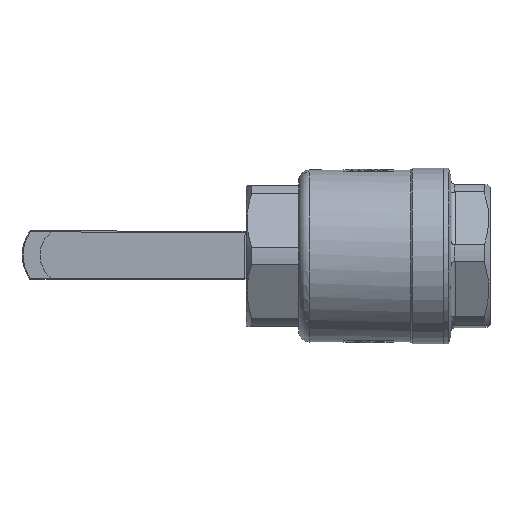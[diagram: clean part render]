
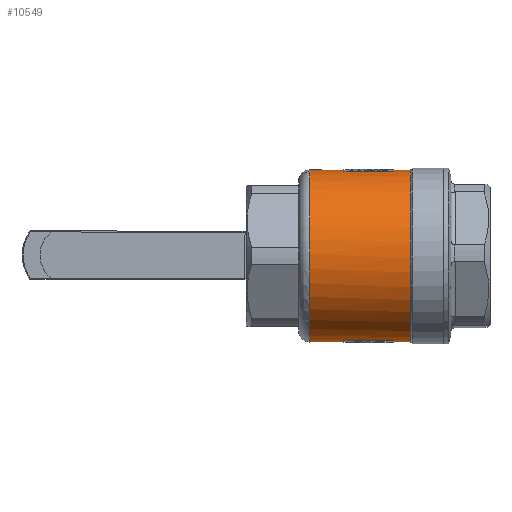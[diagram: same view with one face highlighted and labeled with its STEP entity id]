
A CAD part, front view. The second image highlights one B-rep face of the part: STEP entity #10549.
In plain terms, the highlighted cylindrical face has radius 78 mm (diameter 156 mm), a full revolution.
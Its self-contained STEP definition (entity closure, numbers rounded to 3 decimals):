
#471=B_SPLINE_CURVE_WITH_KNOTS('',3,(#55678,#55679,#55680,#55681,#55682,
#55683,#55684,#55685,#55686,#55687,#55688,#55689,#55690,#55691,#55692),
 .UNSPECIFIED.,.F.,.F.,(4,1,1,1,1,1,1,1,1,1,1,1,4),(0.,0.063,0.125,0.188,
0.25,0.313,0.375,0.438,0.5,0.625,0.75,0.875,1.),.UNSPECIFIED.);
#492=B_SPLINE_CURVE_WITH_KNOTS('',3,(#57240,#57241,#57242,#57243,#57244,
#57245,#57246,#57247,#57248,#57249,#57250,#57251,#57252,#57253),
 .UNSPECIFIED.,.F.,.F.,(4,1,1,1,1,1,1,1,1,1,1,4),(0.,0.063,0.125,0.188,
0.25,0.313,0.375,0.5,0.625,0.75,0.875,1.),.UNSPECIFIED.);
#1089=LINE('',#54318,#1880);
#1094=LINE('',#54332,#1885);
#1098=LINE('',#54348,#1889);
#1102=LINE('',#54358,#1893);
#1142=LINE('',#54556,#1933);
#1145=LINE('',#54572,#1936);
#1151=LINE('',#54604,#1942);
#1156=LINE('',#54648,#1947);
#1880=VECTOR('',#13395,1000.);
#1885=VECTOR('',#13408,1000.);
#1889=VECTOR('',#13426,1000.);
#1893=VECTOR('',#13436,1000.);
#1933=VECTOR('',#13574,1000.);
#1936=VECTOR('',#13579,1000.);
#1942=VECTOR('',#13591,1000.);
#1947=VECTOR('',#13598,1000.);
#2574=CYLINDRICAL_SURFACE('',#11553,78.);
#5386=ORIENTED_EDGE('',*,*,#6726,.F.);
#5387=ORIENTED_EDGE('',*,*,#6732,.F.);
#5388=ORIENTED_EDGE('',*,*,#6731,.F.);
#5389=ORIENTED_EDGE('',*,*,#6729,.T.);
#5390=ORIENTED_EDGE('',*,*,#6823,.T.);
#5391=ORIENTED_EDGE('',*,*,#7075,.T.);
#5392=ORIENTED_EDGE('',*,*,#6834,.F.);
#5393=ORIENTED_EDGE('',*,*,#6837,.T.);
#5394=ORIENTED_EDGE('',*,*,#6814,.F.);
#5395=ORIENTED_EDGE('',*,*,#6804,.T.);
#5396=ORIENTED_EDGE('',*,*,#6809,.T.);
#5397=ORIENTED_EDGE('',*,*,#7063,.T.);
#5398=ORIENTED_EDGE('',*,*,#7076,.T.);
#5399=ORIENTED_EDGE('',*,*,#6718,.T.);
#5400=ORIENTED_EDGE('',*,*,#6715,.T.);
#5401=ORIENTED_EDGE('',*,*,#6711,.T.);
#5402=ORIENTED_EDGE('',*,*,#6720,.F.);
#6711=EDGE_CURVE('',#7841,#7840,#1089,.T.);
#6715=EDGE_CURVE('',#7843,#7841,#8320,.T.);
#6718=EDGE_CURVE('',#7845,#7843,#1094,.T.);
#6720=EDGE_CURVE('',#7845,#7840,#8322,.T.);
#6726=EDGE_CURVE('',#7850,#7851,#1098,.T.);
#6729=EDGE_CURVE('',#7852,#7851,#8325,.T.);
#6731=EDGE_CURVE('',#7852,#7853,#1102,.T.);
#6732=EDGE_CURVE('',#7853,#7850,#8326,.T.);
#6804=EDGE_CURVE('',#7911,#7913,#8354,.T.);
#6809=EDGE_CURVE('',#7913,#7918,#1142,.T.);
#6814=EDGE_CURVE('',#7911,#7922,#1145,.T.);
#6823=EDGE_CURVE('',#7928,#7927,#1151,.T.);
#6834=EDGE_CURVE('',#7937,#7933,#1156,.T.);
#6837=EDGE_CURVE('',#7937,#7922,#471,.T.);
#7063=EDGE_CURVE('',#7918,#7928,#492,.T.);
#7075=EDGE_CURVE('',#7927,#7933,#8434,.T.);
#7076=EDGE_CURVE('',#8084,#8084,#8435,.T.);
#7840=VERTEX_POINT('',#54317);
#7841=VERTEX_POINT('',#54319);
#7843=VERTEX_POINT('',#54324);
#7845=VERTEX_POINT('',#54330);
#7850=VERTEX_POINT('',#54347);
#7851=VERTEX_POINT('',#54349);
#7852=VERTEX_POINT('',#54353);
#7853=VERTEX_POINT('',#54357);
#7911=VERTEX_POINT('',#54525);
#7913=VERTEX_POINT('',#54533);
#7918=VERTEX_POINT('',#54555);
#7922=VERTEX_POINT('',#54573);
#7927=VERTEX_POINT('',#54603);
#7928=VERTEX_POINT('',#54605);
#7933=VERTEX_POINT('',#54627);
#7937=VERTEX_POINT('',#54647);
#8084=VERTEX_POINT('',#57308);
#8320=CIRCLE('',#11306,78.);
#8322=CIRCLE('',#11310,78.);
#8325=CIRCLE('',#11316,78.);
#8326=CIRCLE('',#11319,78.);
#8354=CIRCLE('',#11365,78.);
#8434=CIRCLE('',#11554,78.);
#8435=CIRCLE('',#11555,78.);
#9130=EDGE_LOOP('',(#5386,#5387,#5388,#5389));
#9131=EDGE_LOOP('',(#5390,#5391,#5392,#5393,#5394,#5395,#5396,#5397));
#9132=EDGE_LOOP('',(#5398));
#9133=EDGE_LOOP('',(#5399,#5400,#5401,#5402));
#9866=FACE_BOUND('',#9130,.T.);
#9867=FACE_BOUND('',#9131,.T.);
#9868=FACE_BOUND('',#9132,.T.);
#9869=FACE_BOUND('',#9133,.T.);
#10549=ADVANCED_FACE('',(#9866,#9867,#9868,#9869),#2574,.T.);
#11306=AXIS2_PLACEMENT_3D('',#54326,#13402,#13403);
#11310=AXIS2_PLACEMENT_3D('',#54335,#13413,#13414);
#11316=AXIS2_PLACEMENT_3D('',#54354,#13431,#13432);
#11319=AXIS2_PLACEMENT_3D('',#54360,#13439,#13440);
#11365=AXIS2_PLACEMENT_3D('',#54534,#13569,#13570);
#11553=AXIS2_PLACEMENT_3D('',#57305,#14089,#14090);
#11554=AXIS2_PLACEMENT_3D('',#57306,#14091,#14092);
#11555=AXIS2_PLACEMENT_3D('',#57307,#14093,#14094);
#13395=DIRECTION('',(-1.,0.,0.));
#13402=DIRECTION('',(1.,0.,0.));
#13403=DIRECTION('',(0.,0.222,-0.975));
#13408=DIRECTION('',(1.,0.,0.));
#13413=DIRECTION('',(1.,0.,0.));
#13414=DIRECTION('',(0.,0.222,-0.975));
#13426=DIRECTION('',(1.,0.,0.));
#13431=DIRECTION('',(1.,0.,0.));
#13432=DIRECTION('',(0.,-0.222,0.975));
#13436=DIRECTION('',(-1.,0.,0.));
#13439=DIRECTION('',(1.,0.,0.));
#13440=DIRECTION('',(0.,-0.222,0.975));
#13569=DIRECTION('',(-1.,0.,0.));
#13570=DIRECTION('',(0.,0.,-1.));
#13574=DIRECTION('',(1.,0.,0.));
#13579=DIRECTION('',(1.,0.,0.));
#13591=DIRECTION('',(1.,0.,0.));
#13598=DIRECTION('',(1.,0.,0.));
#14089=DIRECTION('',(1.,0.,0.));
#14090=DIRECTION('',(0.,0.,-1.));
#14091=DIRECTION('',(-1.,0.,0.));
#14092=DIRECTION('',(0.,0.,-1.));
#14093=DIRECTION('',(1.,0.,0.));
#14094=DIRECTION('',(0.,0.,1.));
#54317=CARTESIAN_POINT('',(-22.5,17.354,-76.045));
#54318=CARTESIAN_POINT('',(22.5,17.354,-76.045));
#54319=CARTESIAN_POINT('',(22.5,17.354,-76.045));
#54324=CARTESIAN_POINT('',(22.5,-17.354,-76.045));
#54326=CARTESIAN_POINT('',(22.5,0.,0.));
#54330=CARTESIAN_POINT('',(-22.5,-17.354,-76.045));
#54332=CARTESIAN_POINT('',(-22.5,-17.354,-76.045));
#54335=CARTESIAN_POINT('',(-22.5,0.,0.));
#54347=CARTESIAN_POINT('',(-22.5,-17.354,76.045));
#54348=CARTESIAN_POINT('',(-22.5,-17.354,76.045));
#54349=CARTESIAN_POINT('',(22.5,-17.354,76.045));
#54353=CARTESIAN_POINT('',(22.5,17.354,76.045));
#54354=CARTESIAN_POINT('',(22.5,0.,0.));
#54357=CARTESIAN_POINT('',(-22.5,17.354,76.045));
#54358=CARTESIAN_POINT('',(22.5,17.354,76.045));
#54360=CARTESIAN_POINT('',(-22.5,0.,0.));
#54525=CARTESIAN_POINT('',(-25.919,77.84,5.));
#54533=CARTESIAN_POINT('',(-25.919,77.84,-5.));
#54534=CARTESIAN_POINT('',(-25.919,0.,0.));
#54555=CARTESIAN_POINT('',(-22.421,77.84,-5.));
#54556=CARTESIAN_POINT('',(-112.2,77.84,-5.));
#54572=CARTESIAN_POINT('',(-112.2,77.84,5.));
#54573=CARTESIAN_POINT('',(-22.421,77.84,5.));
#54603=CARTESIAN_POINT('',(37.8,77.84,-5.));
#54604=CARTESIAN_POINT('',(-112.2,77.84,-5.));
#54605=CARTESIAN_POINT('',(22.421,77.84,-5.));
#54627=CARTESIAN_POINT('',(37.8,77.84,5.));
#54647=CARTESIAN_POINT('',(22.421,77.84,5.));
#54648=CARTESIAN_POINT('',(-112.2,77.84,5.));
#55678=CARTESIAN_POINT('',(22.421,77.84,5.));
#55679=CARTESIAN_POINT('',(22.13,77.76,6.243));
#55680=CARTESIAN_POINT('',(21.334,77.544,8.668));
#55681=CARTESIAN_POINT('',(19.507,77.082,12.082));
#55682=CARTESIAN_POINT('',(17.172,76.547,15.077));
#55683=CARTESIAN_POINT('',(14.326,75.983,17.678));
#55684=CARTESIAN_POINT('',(11.138,75.469,19.739));
#55685=CARTESIAN_POINT('',(7.585,75.044,21.282));
#55686=CARTESIAN_POINT('',(3.861,74.771,22.213));
#55687=CARTESIAN_POINT('',(-1.296,74.642,22.637));
#55688=CARTESIAN_POINT('',(-7.704,74.969,21.576));
#55689=CARTESIAN_POINT('',(-14.539,75.965,17.918));
#55690=CARTESIAN_POINT('',(-19.788,77.125,12.253));
#55691=CARTESIAN_POINT('',(-21.836,77.679,7.492));
#55692=CARTESIAN_POINT('',(-22.421,77.84,5.));
#57240=CARTESIAN_POINT('',(-22.421,77.84,-5.));
#57241=CARTESIAN_POINT('',(-22.128,77.759,-6.25));
#57242=CARTESIAN_POINT('',(-21.316,77.54,-8.705));
#57243=CARTESIAN_POINT('',(-19.517,77.084,-12.067));
#57244=CARTESIAN_POINT('',(-17.147,76.541,-15.104));
#57245=CARTESIAN_POINT('',(-14.34,75.985,-17.666));
#57246=CARTESIAN_POINT('',(-11.105,75.464,-19.757));
#57247=CARTESIAN_POINT('',(-6.437,74.906,-21.781));
#57248=CARTESIAN_POINT('',(0.019,74.575,-22.852));
#57249=CARTESIAN_POINT('',(7.712,74.971,-21.573));
#57250=CARTESIAN_POINT('',(14.545,75.966,-17.912));
#57251=CARTESIAN_POINT('',(19.79,77.126,-12.251));
#57252=CARTESIAN_POINT('',(21.838,77.68,-7.486));
#57253=CARTESIAN_POINT('',(22.421,77.84,-5.));
#57305=CARTESIAN_POINT('',(-112.2,0.,0.));
#57306=CARTESIAN_POINT('',(37.8,0.,0.));
#57307=CARTESIAN_POINT('',(-53.7,0.,0.));
#57308=CARTESIAN_POINT('',(-53.7,0.,78.));
